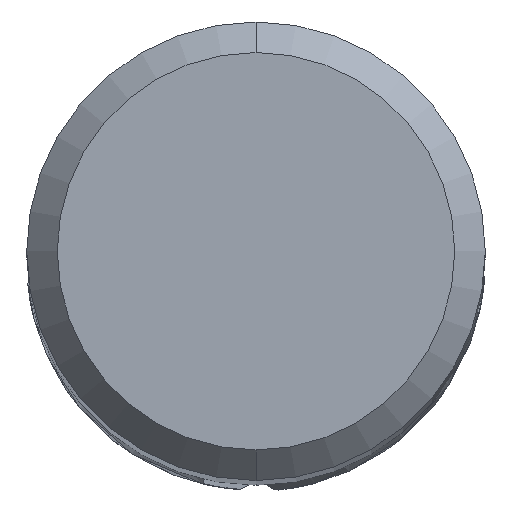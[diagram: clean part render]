
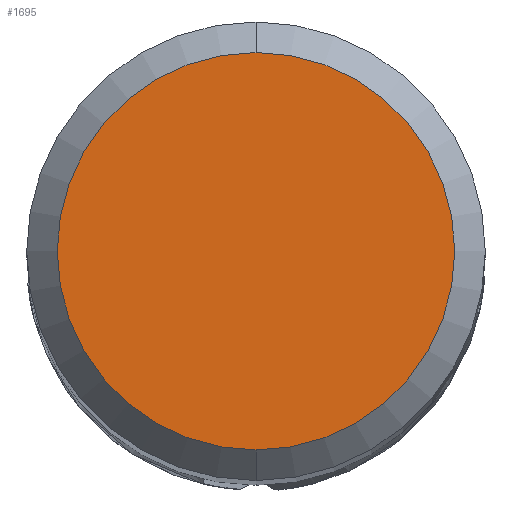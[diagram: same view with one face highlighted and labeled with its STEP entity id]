
A CAD part, top view. The second image highlights one B-rep face of the part: STEP entity #1695.
In plain terms, the highlighted planar face has unit normal (0, 0, 1).
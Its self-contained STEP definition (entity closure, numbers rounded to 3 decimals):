
#809=VERTEX_POINT('',#2250);
#1277=EDGE_CURVE('',#809,#1931,#2752,.T.);
#1695=ADVANCED_FACE('',(#3208),#3209,.T.);
#1931=VERTEX_POINT('',#3469);
#2113=EDGE_CURVE('',#1931,#809,#3669,.T.);
#2250=CARTESIAN_POINT('',(0.,-2.6,0.0));
#2752=CIRCLE('',#7491,2.6);
#3208=FACE_OUTER_BOUND('',#9434,.T.);
#3209=PLANE('',#9435);
#3469=CARTESIAN_POINT('',(0.0,2.6,0.0));
#3669=CIRCLE('',#11854,2.6);
#7491=AXIS2_PLACEMENT_3D('',#12652,#12653,#12654);
#9434=EDGE_LOOP('',(#13127,#13128));
#9435=AXIS2_PLACEMENT_3D('',#13129,#13130,#13131);
#11854=AXIS2_PLACEMENT_3D('',#13643,#13644,#13645);
#12652=CARTESIAN_POINT('',(0.0,0.0,0.0));
#12653=DIRECTION('',(0.0,0.0,-1.0));
#12654=DIRECTION('',(0.0,1.0,0.0));
#13127=ORIENTED_EDGE('',*,*,#2113,.F.);
#13128=ORIENTED_EDGE('',*,*,#1277,.F.);
#13129=CARTESIAN_POINT('',(0.0,1.3,0.0));
#13130=DIRECTION('',(-0.0,0.0,1.0));
#13131=DIRECTION('',(0.0,-1.0,0.0));
#13643=CARTESIAN_POINT('',(0.0,0.0,0.0));
#13644=DIRECTION('',(0.0,0.0,-1.0));
#13645=DIRECTION('',(0.0,1.0,0.0));
